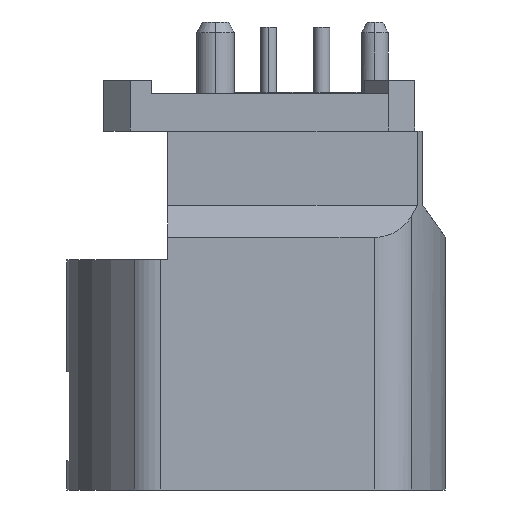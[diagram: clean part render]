
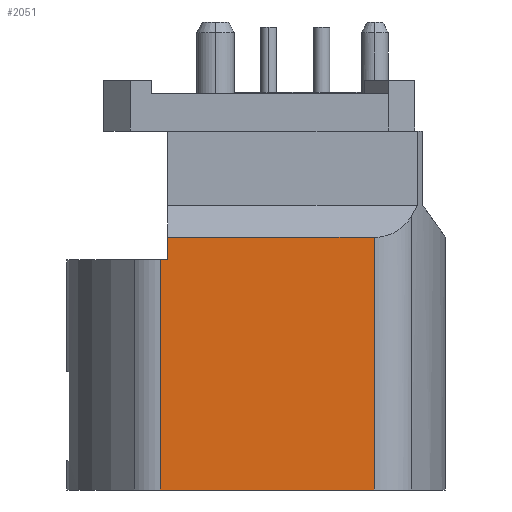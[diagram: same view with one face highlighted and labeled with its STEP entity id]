
A CAD part, left-side view. The second image highlights one B-rep face of the part: STEP entity #2051.
In plain terms, the highlighted planar face has unit normal (-1, 0, 0).
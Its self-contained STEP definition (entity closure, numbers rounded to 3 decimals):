
#1285=FACE_OUTER_BOUND('',#2344,.T.);
#1450=LINE('',#5676,#1754);
#1452=LINE('',#5684,#1756);
#1453=LINE('',#5686,#1757);
#1454=LINE('',#5688,#1758);
#1455=LINE('',#5690,#1759);
#1456=LINE('',#5692,#1760);
#1754=VECTOR('',#4733,1.);
#1756=VECTOR('',#4741,1.);
#1757=VECTOR('',#4744,1.);
#1758=VECTOR('',#4745,1.);
#1759=VECTOR('',#4746,1.);
#1760=VECTOR('',#4747,1.);
#2051=ADVANCED_FACE('',(#1285),#2211,.T.);
#2211=PLANE('',#4370);
#2344=EDGE_LOOP('',(#2573,#2574,#2575,#2576,#2577,#2578));
#2573=ORIENTED_EDGE('',*,*,#3775,.T.);
#2574=ORIENTED_EDGE('',*,*,#3779,.F.);
#2575=ORIENTED_EDGE('',*,*,#3780,.F.);
#2576=ORIENTED_EDGE('',*,*,#3781,.F.);
#2577=ORIENTED_EDGE('',*,*,#3782,.T.);
#2578=ORIENTED_EDGE('',*,*,#3783,.T.);
#3465=VERTEX_POINT('',#5677);
#3466=VERTEX_POINT('',#5678);
#3467=VERTEX_POINT('',#5683);
#3468=VERTEX_POINT('',#5687);
#3469=VERTEX_POINT('',#5689);
#3470=VERTEX_POINT('',#5691);
#3775=EDGE_CURVE('',#3465,#3466,#1450,.T.);
#3779=EDGE_CURVE('',#3467,#3466,#1452,.T.);
#3780=EDGE_CURVE('',#3468,#3467,#1453,.T.);
#3781=EDGE_CURVE('',#3469,#3468,#1454,.T.);
#3782=EDGE_CURVE('',#3469,#3470,#1455,.T.);
#3783=EDGE_CURVE('',#3470,#3465,#1456,.T.);
#4370=AXIS2_PLACEMENT_3D('',#5693,#4748,#4749);
#4733=DIRECTION('',(0.,0.,1.));
#4741=DIRECTION('',(0.,-1.,0.));
#4744=DIRECTION('',(0.,0.,1.));
#4745=DIRECTION('',(0.,-1.,0.));
#4746=DIRECTION('',(0.,0.,-1.));
#4747=DIRECTION('',(0.,-1.,0.));
#4748=DIRECTION('',(-1.,0.,0.));
#4749=DIRECTION('',(0.,-1.,0.));
#5676=CARTESIAN_POINT('',(-6.,-2.966,-13.85));
#5677=CARTESIAN_POINT('',(-6.,-2.966,-13.85));
#5678=CARTESIAN_POINT('',(-6.,-2.966,-4.35));
#5683=CARTESIAN_POINT('',(-6.,4.8,-4.35));
#5684=CARTESIAN_POINT('',(-6.,4.3,-4.35));
#5686=CARTESIAN_POINT('',(-6.,4.8,-0.35));
#5687=CARTESIAN_POINT('',(-6.,4.8,-5.2));
#5688=CARTESIAN_POINT('',(-6.,5.069,-5.2));
#5689=CARTESIAN_POINT('',(-6.,5.069,-5.2));
#5690=CARTESIAN_POINT('',(-6.,5.069,-5.2));
#5691=CARTESIAN_POINT('',(-6.,5.069,-13.85));
#5692=CARTESIAN_POINT('',(-6.,5.069,-13.85));
#5693=CARTESIAN_POINT('',(-6.,-5.65,-0.35));
